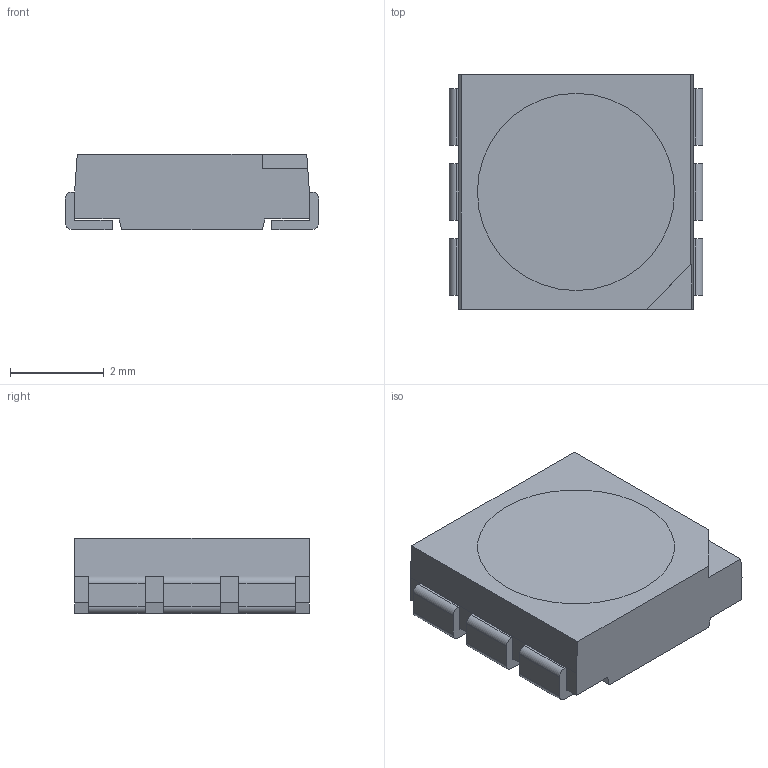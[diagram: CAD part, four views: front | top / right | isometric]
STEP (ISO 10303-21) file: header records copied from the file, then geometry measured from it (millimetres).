
FILE_DESCRIPTION (( 'STEP AP214' ), '1' );
FILE_NAME ('XZM2CRKDGKCBD107S-IC.STEP', '2020-10-14T16:21:23', ( '' ), ( '' ), 'SwSTEP 2.0', 'SolidWorks 2014', '' );
FILE_SCHEMA (( 'AUTOMOTIVE_DESIGN' ));
Length unit declared in the file: millimetre
Products named in the file (1): XZM2CRKDGKCBD107S-IC
Bounding box: 5.4 x 5 x 1.6 mm (x, y, z)
Volume: 39.9 mm3; surface area: 163.2 mm2
Topology: 14 solids, 14 shells, 141 faces, 333 edges, 222 vertices
Faces by surface type: plane 116, cylinder 19, cone 6
Entity records: 5719 total; most frequent: CARTESIAN_POINT 697, DIRECTION 667, ORIENTED_EDGE 666, EDGE_CURVE 333, LINE 283, VECTOR 283, VERTEX_POINT 222, AXIS2_PLACEMENT_3D 192
